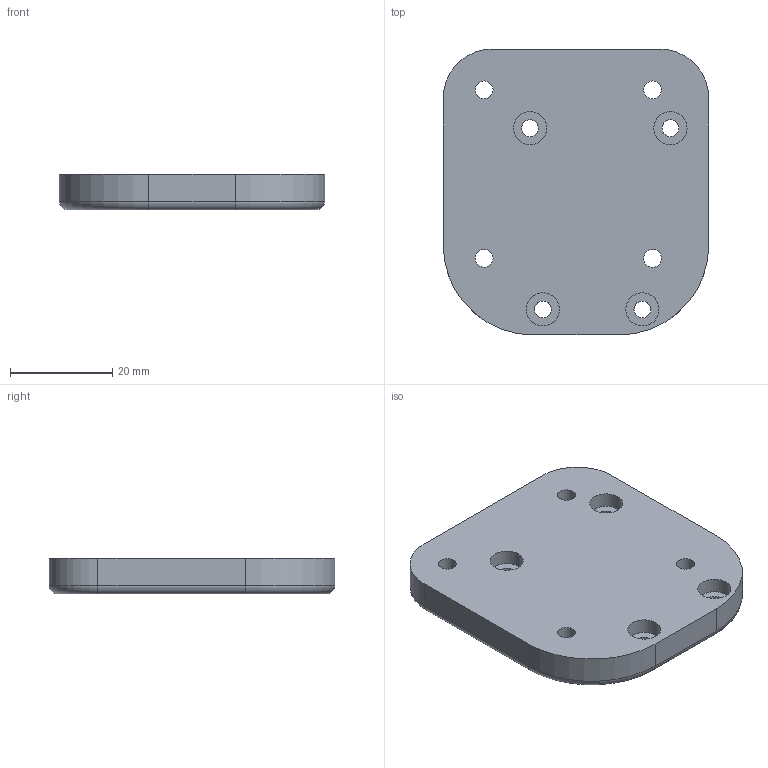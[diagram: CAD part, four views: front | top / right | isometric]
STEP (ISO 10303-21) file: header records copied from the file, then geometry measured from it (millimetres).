
FILE_DESCRIPTION(/* description */ ('STEP AP242','CAx-IF Rec.Pracs.---Representation and Presentation of Product Manufacturing Information (PMI)---4.0---2014-10-13','CAx-IF Rec.Pracs.---3D Tessellated Geometry---0.4---2014-09-14','2;1'),/* implementation_level */ '2;1');
FILE_NAME(/* name */ '620cedf642e7c25acb166821',/* time_stamp */ '2022-02-16T12:28:38+00:00',/* author */ (''),/* organization */ (''),/* preprocessor_version */ 'ST-DEVELOPER v18.101',/* originating_system */ ' ',/* authorisation */ ' ');
FILE_SCHEMA (('AP242_MANAGED_MODEL_BASED_3D_ENGINEERING_MIM_LF { 1 0 10303 442 1 1 4 }'));
Length unit declared in the file: metre
Products named in the file (1): rough_hemera_steel_v02
Bounding box: 52 x 56 x 7 mm (x, y, z)
Volume: 18072.4 mm3; surface area: 7336.9 mm2
Topology: 1 solids, 1 shells, 42 faces, 88 edges, 56 vertices
Faces by surface type: cylinder 24, plane 14, torus 4
Full cylindrical faces by diameter (mm): 3.3 x4, 3.5 x4, 6.5 x8
Entity records: 1114 total; most frequent: DIRECTION 210, CARTESIAN_POINT 171, ORIENTED_EDGE 144, AXIS2_PLACEMENT_3D 95, EDGE_LOOP 82, FACE_BOUND 82, EDGE_CURVE 72, VERTEX_POINT 56
